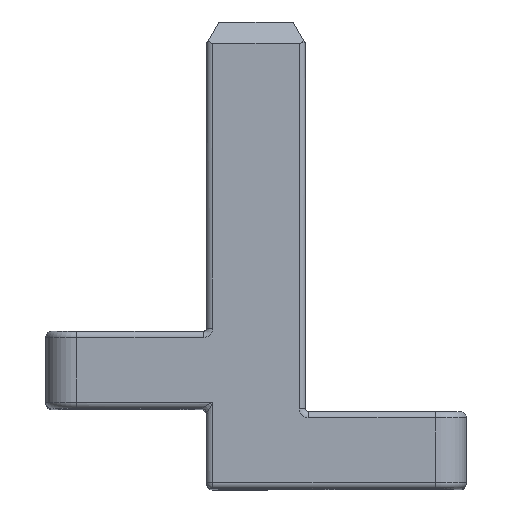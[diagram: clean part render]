
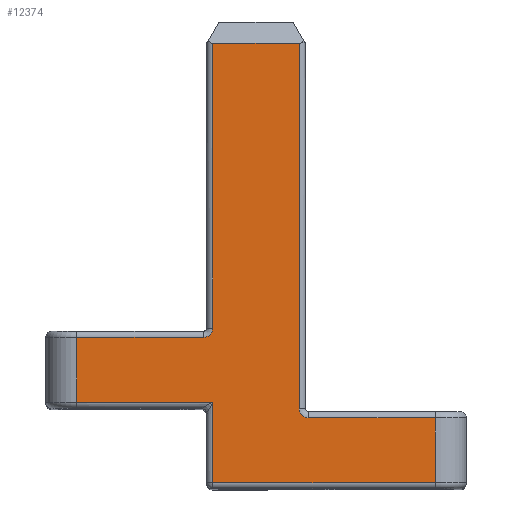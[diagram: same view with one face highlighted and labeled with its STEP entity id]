
A CAD part, top view. The second image highlights one B-rep face of the part: STEP entity #12374.
In plain terms, the highlighted planar face has unit normal (0, 0, 1).
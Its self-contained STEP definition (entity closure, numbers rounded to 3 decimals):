
#445=PLANE('',#13280);
#824=FACE_OUTER_BOUND('',#1643,.T.);
#1643=EDGE_LOOP('',(#8243,#8244,#8245,#8246,#8247,#8248,#8249,#8250,#8251,
#8252,#8253,#8254));
#2515=CIRCLE('',#13266,1.5);
#2520=CIRCLE('',#13281,1.5);
#3431=LINE('',#18967,#4245);
#3433=LINE('',#18979,#4247);
#3449=LINE('',#19019,#4263);
#3450=LINE('',#19023,#4264);
#3451=LINE('',#19025,#4265);
#3452=LINE('',#19029,#4266);
#3453=LINE('',#19031,#4267);
#3454=LINE('',#19033,#4268);
#3455=LINE('',#19035,#4269);
#3456=LINE('',#19036,#4270);
#4245=VECTOR('',#14916,10.);
#4247=VECTOR('',#14930,10.);
#4263=VECTOR('',#14964,10.);
#4264=VECTOR('',#14969,10.);
#4265=VECTOR('',#14970,10.);
#4266=VECTOR('',#14973,10.);
#4267=VECTOR('',#14974,10.);
#4268=VECTOR('',#14975,10.);
#4269=VECTOR('',#14976,10.);
#4270=VECTOR('',#14977,10.);
#5083=VERTEX_POINT('',#18959);
#5085=VERTEX_POINT('',#18965);
#5087=VERTEX_POINT('',#18971);
#5089=VERTEX_POINT('',#18977);
#5104=VERTEX_POINT('',#19018);
#5105=VERTEX_POINT('',#19022);
#5106=VERTEX_POINT('',#19024);
#5107=VERTEX_POINT('',#19026);
#5108=VERTEX_POINT('',#19028);
#5109=VERTEX_POINT('',#19030);
#5110=VERTEX_POINT('',#19032);
#5111=VERTEX_POINT('',#19034);
#6254=EDGE_CURVE('',#5085,#5083,#3431,.T.);
#6257=EDGE_CURVE('',#5087,#5085,#2515,.T.);
#6260=EDGE_CURVE('',#5089,#5087,#3433,.T.);
#6280=EDGE_CURVE('',#5083,#5104,#3449,.T.);
#6282=EDGE_CURVE('',#5105,#5089,#3450,.T.);
#6283=EDGE_CURVE('',#5106,#5105,#3451,.T.);
#6284=EDGE_CURVE('',#5107,#5106,#2520,.T.);
#6285=EDGE_CURVE('',#5108,#5107,#3452,.T.);
#6286=EDGE_CURVE('',#5109,#5108,#3453,.T.);
#6287=EDGE_CURVE('',#5110,#5109,#3454,.T.);
#6288=EDGE_CURVE('',#5111,#5110,#3455,.T.);
#6289=EDGE_CURVE('',#5104,#5111,#3456,.T.);
#8243=ORIENTED_EDGE('',*,*,#6254,.F.);
#8244=ORIENTED_EDGE('',*,*,#6257,.F.);
#8245=ORIENTED_EDGE('',*,*,#6260,.F.);
#8246=ORIENTED_EDGE('',*,*,#6282,.F.);
#8247=ORIENTED_EDGE('',*,*,#6283,.F.);
#8248=ORIENTED_EDGE('',*,*,#6284,.F.);
#8249=ORIENTED_EDGE('',*,*,#6285,.F.);
#8250=ORIENTED_EDGE('',*,*,#6286,.F.);
#8251=ORIENTED_EDGE('',*,*,#6287,.F.);
#8252=ORIENTED_EDGE('',*,*,#6288,.F.);
#8253=ORIENTED_EDGE('',*,*,#6289,.F.);
#8254=ORIENTED_EDGE('',*,*,#6280,.F.);
#12374=ADVANCED_FACE('',(#824),#445,.T.);
#13266=AXIS2_PLACEMENT_3D('',#18973,#14922,#14923);
#13280=AXIS2_PLACEMENT_3D('',#19021,#14967,#14968);
#13281=AXIS2_PLACEMENT_3D('',#19027,#14971,#14972);
#14916=DIRECTION('',(1.,0.,0.));
#14922=DIRECTION('center_axis',(0.,0.,1.));
#14923=DIRECTION('ref_axis',(-0.707,-0.707,0.));
#14930=DIRECTION('',(0.,-1.,0.));
#14964=DIRECTION('',(0.,-1.,0.));
#14967=DIRECTION('center_axis',(0.,0.,1.));
#14968=DIRECTION('ref_axis',(1.,0.,0.));
#14969=DIRECTION('',(1.,0.,0.));
#14970=DIRECTION('',(0.,1.,0.));
#14971=DIRECTION('center_axis',(0.,0.,1.));
#14972=DIRECTION('ref_axis',(0.707,-0.707,0.));
#14973=DIRECTION('',(1.,0.,0.));
#14974=DIRECTION('',(0.,1.,0.));
#14975=DIRECTION('',(-1.,0.,0.));
#14976=DIRECTION('',(0.,1.,0.));
#14977=DIRECTION('',(-1.,0.,0.));
#18959=CARTESIAN_POINT('',(63.,11.5,50.));
#18965=CARTESIAN_POINT('',(42.5,11.5,50.));
#18967=CARTESIAN_POINT('',(51.,11.5,50.));
#18971=CARTESIAN_POINT('',(41.,13.,50.));
#18973=CARTESIAN_POINT('Origin',(42.5,13.,50.));
#18977=CARTESIAN_POINT('',(41.,72.036,50.));
#18979=CARTESIAN_POINT('',(41.,20.595,50.));
#19018=CARTESIAN_POINT('',(63.,1.,50.));
#19019=CARTESIAN_POINT('',(63.,14.345,50.));
#19021=CARTESIAN_POINT('Origin',(34.,28.691,50.));
#19022=CARTESIAN_POINT('',(27.,72.036,50.));
#19023=CARTESIAN_POINT('',(38.,72.036,50.));
#19024=CARTESIAN_POINT('',(27.,26.,50.));
#19025=CARTESIAN_POINT('',(27.,52.095,50.));
#19026=CARTESIAN_POINT('',(25.5,24.5,50.));
#19027=CARTESIAN_POINT('Origin',(25.5,26.,50.));
#19028=CARTESIAN_POINT('',(5.,24.5,50.));
#19029=CARTESIAN_POINT('',(30.,24.5,50.));
#19030=CARTESIAN_POINT('',(5.,14.,50.));
#19031=CARTESIAN_POINT('',(5.,27.095,50.));
#19032=CARTESIAN_POINT('',(27.,14.,50.));
#19033=CARTESIAN_POINT('',(17.,14.,50.));
#19034=CARTESIAN_POINT('',(27.,1.,50.));
#19035=CARTESIAN_POINT('',(27.,20.845,50.));
#19036=CARTESIAN_POINT('',(30.,1.,50.));
